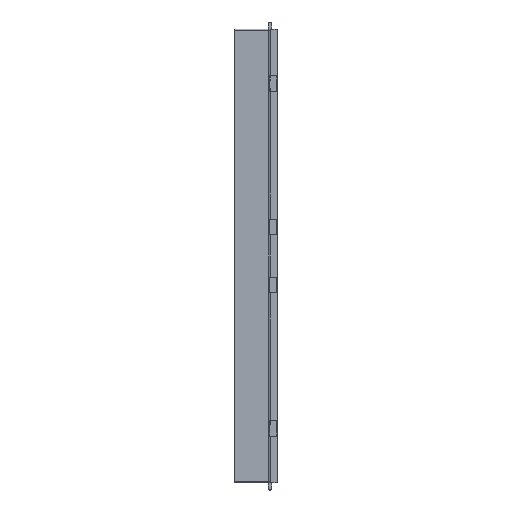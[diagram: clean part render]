
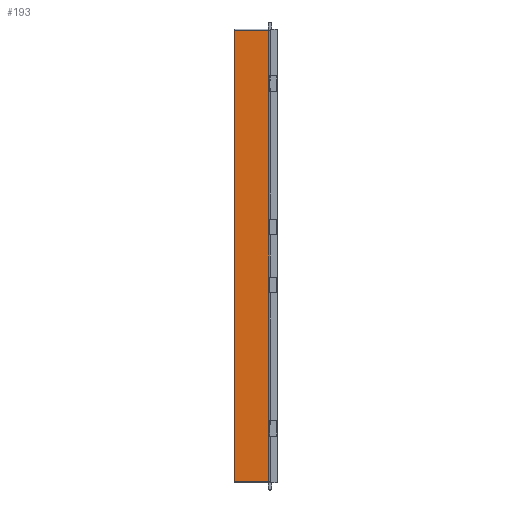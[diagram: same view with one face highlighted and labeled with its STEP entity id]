
A CAD part, left-side view. The second image highlights one B-rep face of the part: STEP entity #193.
In plain terms, the highlighted planar face has unit normal (-1, 0, 0).
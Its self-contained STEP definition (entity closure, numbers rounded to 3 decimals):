
#193=ADVANCED_FACE('',(#915),#11378,.T.);
#915=FACE_OUTER_BOUND('',#1637,.T.);
#1637=EDGE_LOOP('',(#2865,#2866,#2867,#2868));
#2865=ORIENTED_EDGE('',*,*,#6440,.F.);
#2866=ORIENTED_EDGE('',*,*,#6441,.F.);
#2867=ORIENTED_EDGE('',*,*,#6439,.F.);
#2868=ORIENTED_EDGE('',*,*,#6442,.F.);
#6439=EDGE_CURVE('',#10124,#10123,#8288,.T.);
#6440=EDGE_CURVE('',#10127,#10126,#8289,.T.);
#6441=EDGE_CURVE('',#10123,#10127,#8290,.T.);
#6442=EDGE_CURVE('',#10126,#10124,#8291,.T.);
#8288=B_SPLINE_CURVE_WITH_KNOTS('',1,(#22723,#22724),.UNSPECIFIED.,.F.,
 .F.,(2,2),(0.,159.),.UNSPECIFIED.);
#8289=B_SPLINE_CURVE_WITH_KNOTS('',1,(#22725,#22726),.UNSPECIFIED.,.F.,
 .F.,(2,2),(-159.,0.),.UNSPECIFIED.);
#8290=B_SPLINE_CURVE_WITH_KNOTS('',1,(#22727,#22728),.UNSPECIFIED.,.F.,
 .F.,(2,2),(-12.,0.),.UNSPECIFIED.);
#8291=B_SPLINE_CURVE_WITH_KNOTS('',1,(#22729,#22730),.UNSPECIFIED.,.F.,
 .F.,(2,2),(0.,12.),.UNSPECIFIED.);
#10123=VERTEX_POINT('',#20982);
#10124=VERTEX_POINT('',#20983);
#10126=VERTEX_POINT('',#20985);
#10127=VERTEX_POINT('',#20986);
#11378=PLANE('',#12035);
#12035=AXIS2_PLACEMENT_3D('',#13848,#12529,$);
#12529=DIRECTION('',(-1.,0.,0.));
#13848=CARTESIAN_POINT('',(-30.4,3.,-79.5));
#20982=CARTESIAN_POINT('',(-30.4,15.,79.5));
#20983=CARTESIAN_POINT('',(-30.4,15.,-79.5));
#20985=CARTESIAN_POINT('',(-30.4,3.,-79.5));
#20986=CARTESIAN_POINT('',(-30.4,3.,79.5));
#22723=CARTESIAN_POINT('',(-30.4,15.,-79.5));
#22724=CARTESIAN_POINT('',(-30.4,15.,79.5));
#22725=CARTESIAN_POINT('',(-30.4,3.,79.5));
#22726=CARTESIAN_POINT('',(-30.4,3.,-79.5));
#22727=CARTESIAN_POINT('',(-30.4,15.,79.5));
#22728=CARTESIAN_POINT('',(-30.4,3.,79.5));
#22729=CARTESIAN_POINT('',(-30.4,3.,-79.5));
#22730=CARTESIAN_POINT('',(-30.4,15.,-79.5));
